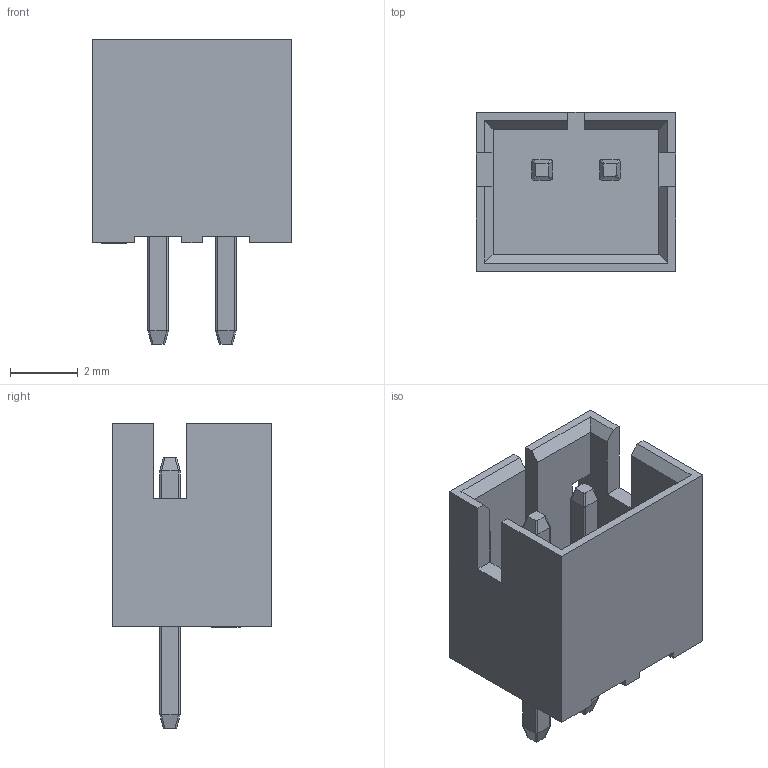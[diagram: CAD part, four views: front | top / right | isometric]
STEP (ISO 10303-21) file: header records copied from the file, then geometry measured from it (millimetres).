
FILE_DESCRIPTION (( 'STEP AP214' ), '1' );
FILE_NAME ('PH2.0-LI-2P.STEP', '2017-04-21T11:19:31', ( '' ), ( '' ), 'SwSTEP 2.0', 'SolidWorks 2015', '' );
FILE_SCHEMA (( 'AUTOMOTIVE_DESIGN' ));
Length unit declared in the file: millimetre
Products named in the file (4): PH2.0-LI-2P; LOGOԲ0.25; PH2.0-LI-竘褐
Assembly tree (4 placements, depth 2):
  PH2.0-LI-2P
    PH2.0-LI-竘褐  x2
    LOGOԲ0.25
    PH2.0-LI-2P
Bounding box: 5.9 x 4.7 x 9 mm (x, y, z)
Volume: 80.7 mm3; surface area: 293.1 mm2
Topology: 17 solids, 17 shells, 198 faces, 496 edges, 328 vertices
Faces by surface type: plane 129, cylinder 40, bspline 29
Entity records: 7410 total; most frequent: CARTESIAN_POINT 1444, ORIENTED_EDGE 848, DIRECTION 666, EDGE_CURVE 424, VECTOR 302, LINE 302, VERTEX_POINT 280, UNCERTAINTY_MEASURE_WITH_UNIT 195
